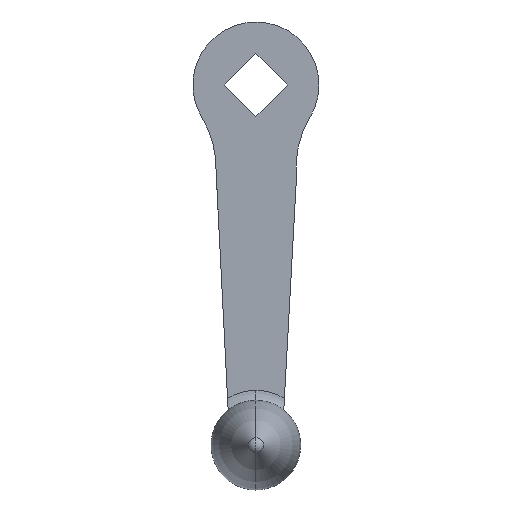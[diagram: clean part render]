
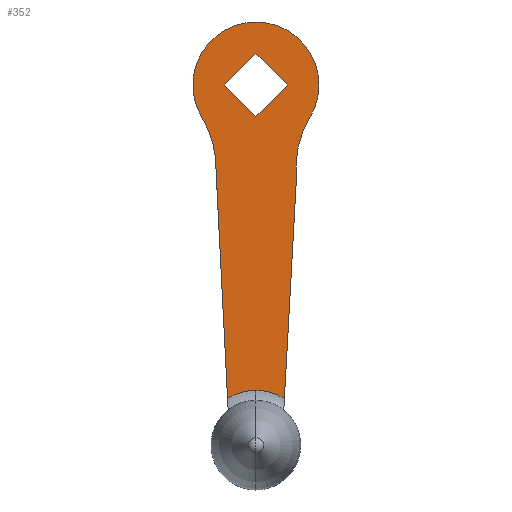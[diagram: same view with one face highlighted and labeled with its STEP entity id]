
A CAD part, front view. The second image highlights one B-rep face of the part: STEP entity #352.
In plain terms, the highlighted planar face has unit normal (0, -1, 0).
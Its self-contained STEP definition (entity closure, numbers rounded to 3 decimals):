
#198=EDGE_CURVE('',#216,#214,#535,.T.);
#212=EDGE_CURVE('',#294,#220,#552,.T.);
#214=VERTEX_POINT('',#554);
#216=VERTEX_POINT('',#556);
#220=VERTEX_POINT('',#560);
#260=VERTEX_POINT('',#606);
#294=VERTEX_POINT('',#644);
#300=VERTEX_POINT('',#650);
#352=ADVANCED_FACE('',(#706,#707),#708,.F.);
#356=EDGE_CURVE('',#294,#216,#713,.T.);
#400=EDGE_CURVE('',#260,#214,#763,.T.);
#424=VERTEX_POINT('',#789);
#426=EDGE_CURVE('',#424,#456,#791,.T.);
#428=EDGE_CURVE('',#446,#300,#793,.T.);
#430=EDGE_CURVE('',#468,#424,#795,.T.);
#446=VERTEX_POINT('',#816);
#454=EDGE_CURVE('',#456,#470,#825,.T.);
#456=VERTEX_POINT('',#827);
#466=EDGE_CURVE('',#470,#468,#837,.T.);
#468=VERTEX_POINT('',#839);
#470=VERTEX_POINT('',#841);
#476=EDGE_CURVE('',#220,#492,#847,.T.);
#486=EDGE_CURVE('',#492,#446,#858,.T.);
#492=VERTEX_POINT('',#864);
#498=EDGE_CURVE('',#300,#260,#872,.T.);
#535=CIRCLE('',#905,12.167);
#552=LINE('',#930,#931);
#554=CARTESIAN_POINT('',(6.323,-24.0,-69.606));
#556=CARTESIAN_POINT('',(0.,-24.0,-67.833));
#560=CARTESIAN_POINT('',(-9.,-24.0,-16.195));
#606=CARTESIAN_POINT('',(9.,-24.0,-20.821));
#644=CARTESIAN_POINT('',(-6.299,-24.0,-69.591));
#650=CARTESIAN_POINT('',(12.008,-24.0,-7.198));
#706=FACE_OUTER_BOUND('',#1147,.T.);
#707=FACE_BOUND('',#1148,.T.);
#708=PLANE('',#1149);
#713=CIRCLE('',#1155,12.167);
#763=LINE('',#1239,#1240);
#789=CARTESIAN_POINT('',(7.071,-24.0,0.));
#791=LINE('',#1274,#1275);
#793=CIRCLE('',#1278,14.0);
#795=LINE('',#1281,#1282);
#816=CARTESIAN_POINT('',(-12.008,-24.0,7.198));
#825=LINE('',#1316,#1317);
#827=CARTESIAN_POINT('',(0.0,-24.0,7.071));
#837=LINE('',#1334,#1335);
#839=CARTESIAN_POINT('',(0.0,-24.0,-7.071));
#841=CARTESIAN_POINT('',(-7.071,-24.0,0.));
#847=CIRCLE('',#1349,22.);
#858=CIRCLE('',#1361,14.0);
#864=CARTESIAN_POINT('',(-12.008,-24.0,-7.198));
#872=CIRCLE('',#1378,22.0);
#905=AXIS2_PLACEMENT_3D('',#1405,#1406,#1407);
#930=CARTESIAN_POINT('',(-7.489,-24.0,-46.06));
#931=VECTOR('',#1432,1.0);
#1147=EDGE_LOOP('',(#1604,#1605,#1606,#1607,#1608,#1609,#1610,#1611));
#1148=EDGE_LOOP('',(#1612,#1613,#1614,#1615));
#1149=AXIS2_PLACEMENT_3D('',#1616,#1617,#1618);
#1155=AXIS2_PLACEMENT_3D('',#1631,#1632,#1633);
#1239=CARTESIAN_POINT('',(9.114,-24.0,-18.747));
#1240=VECTOR('',#1695,1.0);
#1274=CARTESIAN_POINT('',(5.809,-24.0,1.262));
#1275=VECTOR('',#1727,1.0);
#1278=AXIS2_PLACEMENT_3D('',#1728,#1729,#1730);
#1281=CARTESIAN_POINT('',(1.262,-24.0,-5.809));
#1282=VECTOR('',#1731,1.0);
#1316=CARTESIAN_POINT('',(-9.345,-24.0,-2.274));
#1317=VECTOR('',#1783,1.0);
#1334=CARTESIAN_POINT('',(2.274,-24.0,-9.345));
#1335=VECTOR('',#1791,1.0);
#1349=AXIS2_PLACEMENT_3D('',#1796,#1797,#1798);
#1361=AXIS2_PLACEMENT_3D('',#1807,#1808,#1809);
#1378=AXIS2_PLACEMENT_3D('',#1830,#1831,#1832);
#1405=CARTESIAN_POINT('',(0.0,-24.0,-80.0));
#1406=DIRECTION('',(-0.0,1.0,0.0));
#1407=DIRECTION('',(0.,0.0,1.0));
#1432=DIRECTION('',(-0.051,0.0,0.999));
#1604=ORIENTED_EDGE('',*,*,#212,.F.);
#1605=ORIENTED_EDGE('',*,*,#356,.T.);
#1606=ORIENTED_EDGE('',*,*,#198,.T.);
#1607=ORIENTED_EDGE('',*,*,#400,.F.);
#1608=ORIENTED_EDGE('',*,*,#498,.F.);
#1609=ORIENTED_EDGE('',*,*,#428,.F.);
#1610=ORIENTED_EDGE('',*,*,#486,.F.);
#1611=ORIENTED_EDGE('',*,*,#476,.F.);
#1612=ORIENTED_EDGE('',*,*,#466,.F.);
#1613=ORIENTED_EDGE('',*,*,#454,.F.);
#1614=ORIENTED_EDGE('',*,*,#426,.F.);
#1615=ORIENTED_EDGE('',*,*,#430,.F.);
#1616=CARTESIAN_POINT('',(0.,-24.0,-16.167));
#1617=DIRECTION('',(-0.0,1.0,0.0));
#1618=DIRECTION('',(0.,0.0,1.0));
#1631=CARTESIAN_POINT('',(0.0,-24.0,-80.0));
#1632=DIRECTION('',(-0.0,1.0,0.0));
#1633=DIRECTION('',(0.,0.0,1.0));
#1695=DIRECTION('',(-0.055,0.0,-0.998));
#1727=DIRECTION('',(-0.707,0.0,0.707));
#1728=CARTESIAN_POINT('',(0.0,-24.0,0.));
#1729=DIRECTION('',(0.0,1.0,0.0));
#1730=DIRECTION('',(0.858,0.0,-0.514));
#1731=DIRECTION('',(0.707,0.0,0.707));
#1783=DIRECTION('',(-0.707,0.0,-0.707));
#1791=DIRECTION('',(0.707,0.0,-0.707));
#1796=CARTESIAN_POINT('',(-30.878,-24.0,-18.508));
#1797=DIRECTION('',(0.0,-1.0,0.0));
#1798=DIRECTION('',(0.858,0.0,0.514));
#1807=CARTESIAN_POINT('',(0.0,-24.0,0.));
#1808=DIRECTION('',(0.0,1.0,0.0));
#1809=DIRECTION('',(0.858,0.0,-0.514));
#1830=CARTESIAN_POINT('',(30.878,-24.0,-18.508));
#1831=DIRECTION('',(0.0,-1.0,-0.0));
#1832=DIRECTION('',(-0.994,0.0,-0.105));
